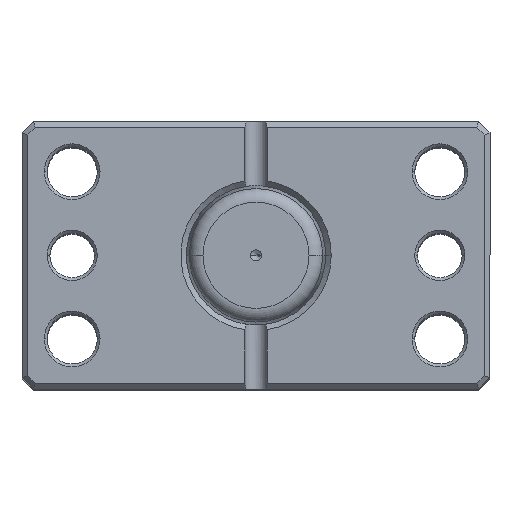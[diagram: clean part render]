
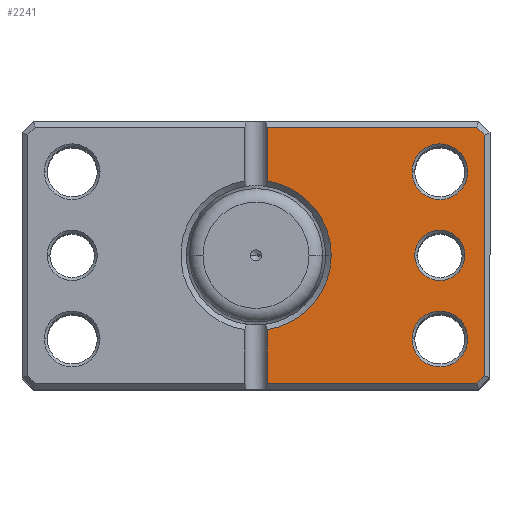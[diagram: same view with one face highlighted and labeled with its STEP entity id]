
A CAD part, top view. The second image highlights one B-rep face of the part: STEP entity #2241.
In plain terms, the highlighted face is planar.
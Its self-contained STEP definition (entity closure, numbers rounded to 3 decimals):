
#6 = VECTOR ( 'NONE', #4379, 1000. ) ;
#72 = LINE ( 'NONE', #597, #254 ) ;
#95 = DIRECTION ( 'NONE',  ( 1., 0., 0. ) ) ;
#121 = VERTEX_POINT ( 'NONE', #1290 ) ;
#126 = EDGE_CURVE ( 'NONE', #5001, #917, #3240, .T. ) ;
#211 = AXIS2_PLACEMENT_3D ( 'NONE', #7022, #2339, #2393 ) ;
#254 = VECTOR ( 'NONE', #4386, 1000. ) ;
#286 = CARTESIAN_POINT ( 'NONE',  ( -39.586, -23., 0. ) ) ;
#344 = EDGE_CURVE ( 'NONE', #4750, #2112, #6077, .T. ) ;
#375 = CARTESIAN_POINT ( 'NONE',  ( -33., -15., 0. ) ) ;
#376 = ORIENTED_EDGE ( 'NONE', *, *, #1341, .T. ) ;
#581 = CARTESIAN_POINT ( 'NONE',  ( -41., 0., 0. ) ) ;
#597 = CARTESIAN_POINT ( 'NONE',  ( 0., 23., 0. ) ) ;
#638 = AXIS2_PLACEMENT_3D ( 'NONE', #375, #4183, #936 ) ;
#647 = CARTESIAN_POINT ( 'NONE',  ( -2., -23., 0. ) ) ;
#730 = DIRECTION ( 'NONE',  ( 0., 0., 1. ) ) ;
#749 = VECTOR ( 'NONE', #2756, 1000. ) ;
#830 = EDGE_LOOP ( 'NONE', ( #4714, #889 ) ) ;
#831 = CARTESIAN_POINT ( 'NONE',  ( -2., 23., 0. ) ) ;
#889 = ORIENTED_EDGE ( 'NONE', *, *, #126, .T. ) ;
#917 = VERTEX_POINT ( 'NONE', #1559 ) ;
#922 = CIRCLE ( 'NONE', #6199, 5. ) ;
#936 = DIRECTION ( 'NONE',  ( 1., 0., 0. ) ) ;
#945 = EDGE_CURVE ( 'NONE', #121, #2365, #5283, .T. ) ;
#971 = ORIENTED_EDGE ( 'NONE', *, *, #3774, .T. ) ;
#1160 = EDGE_LOOP ( 'NONE', ( #4970, #6001 ) ) ;
#1289 = LINE ( 'NONE', #5090, #2551 ) ;
#1290 = CARTESIAN_POINT ( 'NONE',  ( -38., 15., 0. ) ) ;
#1341 = EDGE_CURVE ( 'NONE', #4245, #4288, #4328, .T. ) ;
#1553 = CIRCLE ( 'NONE', #2160, 13.5 ) ;
#1559 = CARTESIAN_POINT ( 'NONE',  ( -37.5, 0., 0. ) ) ;
#1617 = CARTESIAN_POINT ( 'NONE',  ( 0., 0., 0. ) ) ;
#1791 = LINE ( 'NONE', #6759, #5626 ) ;
#1822 = CARTESIAN_POINT ( 'NONE',  ( -33., -15., 0. ) ) ;
#1932 = VERTEX_POINT ( 'NONE', #6687 ) ;
#1950 = DIRECTION ( 'NONE',  ( 0., 0., 1. ) ) ;
#1989 = CIRCLE ( 'NONE', #6056, 4.5 ) ;
#2004 = ORIENTED_EDGE ( 'NONE', *, *, #2554, .T. ) ;
#2027 = LINE ( 'NONE', #6030, #749 ) ;
#2038 = EDGE_CURVE ( 'NONE', #5155, #2098, #1791, .T. ) ;
#2044 = FACE_BOUND ( 'NONE', #1160, .T. ) ;
#2062 = AXIS2_PLACEMENT_3D ( 'NONE', #6644, #3334, #95 ) ;
#2081 = EDGE_CURVE ( 'NONE', #4222, #4750, #1289, .T. ) ;
#2098 = VERTEX_POINT ( 'NONE', #5746 ) ;
#2112 = VERTEX_POINT ( 'NONE', #2392 ) ;
#2160 = AXIS2_PLACEMENT_3D ( 'NONE', #1617, #5423, #2165 ) ;
#2165 = DIRECTION ( 'NONE',  ( 1., 0., 0. ) ) ;
#2241 = ADVANCED_FACE ( 'NONE', ( #5869, #4188, #2044, #4018 ), #2735, .F. ) ;
#2321 = CIRCLE ( 'NONE', #638, 5. ) ;
#2339 = DIRECTION ( 'NONE',  ( 0., 0., 1. ) ) ;
#2359 = DIRECTION ( 'NONE',  ( 1., 0., 0. ) ) ;
#2365 = VERTEX_POINT ( 'NONE', #5089 ) ;
#2392 = CARTESIAN_POINT ( 'NONE',  ( -13.5, 0., 0. ) ) ;
#2393 = DIRECTION ( 'NONE',  ( 1., 0., 0. ) ) ;
#2399 = DIRECTION ( 'NONE',  ( 1., 0., 0. ) ) ;
#2479 = DIRECTION ( 'NONE',  ( 0., 0., 1. ) ) ;
#2523 = CARTESIAN_POINT ( 'NONE',  ( -2., 13.351, 0. ) ) ;
#2533 = EDGE_LOOP ( 'NONE', ( #5582, #5667, #6532, #6183, #971, #376, #3675, #2923, #4958 ) ) ;
#2551 = VECTOR ( 'NONE', #5215, 1000. ) ;
#2554 = EDGE_CURVE ( 'NONE', #1932, #6748, #2321, .T. ) ;
#2652 = VECTOR ( 'NONE', #6048, 1000. ) ;
#2735 = PLANE ( 'NONE',  #2062 ) ;
#2756 = DIRECTION ( 'NONE',  ( 0., -1., 0. ) ) ;
#2923 = ORIENTED_EDGE ( 'NONE', *, *, #2038, .T. ) ;
#3035 = VECTOR ( 'NONE', #3646, 1000. ) ;
#3240 = CIRCLE ( 'NONE', #211, 4.5 ) ;
#3270 = CIRCLE ( 'NONE', #6246, 5. ) ;
#3303 = CARTESIAN_POINT ( 'NONE',  ( 0., -23., 0. ) ) ;
#3334 = DIRECTION ( 'NONE',  ( 0., 0., 1. ) ) ;
#3614 = CARTESIAN_POINT ( 'NONE',  ( -31.293, -31.293, 0. ) ) ;
#3638 = CARTESIAN_POINT ( 'NONE',  ( -33., 15., 0. ) ) ;
#3646 = DIRECTION ( 'NONE',  ( -0.707, 0.707, 0. ) ) ;
#3675 = ORIENTED_EDGE ( 'NONE', *, *, #5585, .T. ) ;
#3745 = EDGE_CURVE ( 'NONE', #2112, #6742, #1553, .T. ) ;
#3774 = EDGE_CURVE ( 'NONE', #5680, #4245, #6846, .T. ) ;
#3861 = ORIENTED_EDGE ( 'NONE', *, *, #6150, .T. ) ;
#3911 = EDGE_CURVE ( 'NONE', #917, #5001, #1989, .T. ) ;
#3974 = CARTESIAN_POINT ( 'NONE',  ( -33., 0., 0. ) ) ;
#4018 = FACE_OUTER_BOUND ( 'NONE', #2533, .T. ) ;
#4033 = DIRECTION ( 'NONE',  ( 1., 0., 0. ) ) ;
#4183 = DIRECTION ( 'NONE',  ( 0., 0., 1. ) ) ;
#4188 = FACE_BOUND ( 'NONE', #4883, .T. ) ;
#4213 = AXIS2_PLACEMENT_3D ( 'NONE', #5050, #4387, #4033 ) ;
#4222 = VERTEX_POINT ( 'NONE', #831 ) ;
#4245 = VERTEX_POINT ( 'NONE', #286 ) ;
#4288 = VERTEX_POINT ( 'NONE', #5256 ) ;
#4328 = LINE ( 'NONE', #3614, #3035 ) ;
#4379 = DIRECTION ( 'NONE',  ( 0., 1., 0. ) ) ;
#4386 = DIRECTION ( 'NONE',  ( 1., 0., 0. ) ) ;
#4387 = DIRECTION ( 'NONE',  ( 0., 0., 1. ) ) ;
#4438 = EDGE_CURVE ( 'NONE', #2098, #4222, #72, .T. ) ;
#4524 = DIRECTION ( 'NONE',  ( 1., 0., 0. ) ) ;
#4557 = CARTESIAN_POINT ( 'NONE',  ( -41., 21.586, 0. ) ) ;
#4677 = AXIS2_PLACEMENT_3D ( 'NONE', #3638, #2479, #2399 ) ;
#4714 = ORIENTED_EDGE ( 'NONE', *, *, #3911, .T. ) ;
#4750 = VERTEX_POINT ( 'NONE', #2523 ) ;
#4883 = EDGE_LOOP ( 'NONE', ( #3861, #2004 ) ) ;
#4934 = CARTESIAN_POINT ( 'NONE',  ( -28.5, 0., 0. ) ) ;
#4958 = ORIENTED_EDGE ( 'NONE', *, *, #4438, .T. ) ;
#4970 = ORIENTED_EDGE ( 'NONE', *, *, #945, .T. ) ;
#5001 = VERTEX_POINT ( 'NONE', #4934 ) ;
#5050 = CARTESIAN_POINT ( 'NONE',  ( 0., 0., 0. ) ) ;
#5089 = CARTESIAN_POINT ( 'NONE',  ( -28., 15., 0. ) ) ;
#5090 = CARTESIAN_POINT ( 'NONE',  ( -2., 24., 0. ) ) ;
#5155 = VERTEX_POINT ( 'NONE', #4557 ) ;
#5205 = CARTESIAN_POINT ( 'NONE',  ( -33., 15., 0. ) ) ;
#5215 = DIRECTION ( 'NONE',  ( 0., -1., 0. ) ) ;
#5256 = CARTESIAN_POINT ( 'NONE',  ( -41., -21.586, 0. ) ) ;
#5283 = CIRCLE ( 'NONE', #4677, 5. ) ;
#5329 = EDGE_CURVE ( 'NONE', #2365, #121, #3270, .T. ) ;
#5423 = DIRECTION ( 'NONE',  ( 0., 0., 1. ) ) ;
#5582 = ORIENTED_EDGE ( 'NONE', *, *, #2081, .T. ) ;
#5585 = EDGE_CURVE ( 'NONE', #4288, #5155, #5632, .T. ) ;
#5626 = VECTOR ( 'NONE', #6960, 1000. ) ;
#5632 = LINE ( 'NONE', #581, #6 ) ;
#5636 = DIRECTION ( 'NONE',  ( 0., 0., 1. ) ) ;
#5667 = ORIENTED_EDGE ( 'NONE', *, *, #344, .T. ) ;
#5680 = VERTEX_POINT ( 'NONE', #647 ) ;
#5746 = CARTESIAN_POINT ( 'NONE',  ( -39.586, 23., 0. ) ) ;
#5752 = DIRECTION ( 'NONE',  ( 1., 0., 0. ) ) ;
#5869 = FACE_BOUND ( 'NONE', #830, .T. ) ;
#6001 = ORIENTED_EDGE ( 'NONE', *, *, #5329, .T. ) ;
#6030 = CARTESIAN_POINT ( 'NONE',  ( -2., 24., 0. ) ) ;
#6048 = DIRECTION ( 'NONE',  ( -1., 0., 0. ) ) ;
#6056 = AXIS2_PLACEMENT_3D ( 'NONE', #3974, #730, #4524 ) ;
#6077 = CIRCLE ( 'NONE', #4213, 13.5 ) ;
#6127 = CARTESIAN_POINT ( 'NONE',  ( -2., -13.351, 0. ) ) ;
#6150 = EDGE_CURVE ( 'NONE', #6748, #1932, #922, .T. ) ;
#6183 = ORIENTED_EDGE ( 'NONE', *, *, #6641, .T. ) ;
#6199 = AXIS2_PLACEMENT_3D ( 'NONE', #1822, #5636, #2359 ) ;
#6246 = AXIS2_PLACEMENT_3D ( 'NONE', #5205, #1950, #5752 ) ;
#6532 = ORIENTED_EDGE ( 'NONE', *, *, #3745, .T. ) ;
#6641 = EDGE_CURVE ( 'NONE', #6742, #5680, #2027, .T. ) ;
#6644 = CARTESIAN_POINT ( 'NONE',  ( 0., 0., 0. ) ) ;
#6680 = CARTESIAN_POINT ( 'NONE',  ( -38., -15., 0. ) ) ;
#6687 = CARTESIAN_POINT ( 'NONE',  ( -28., -15., 0. ) ) ;
#6742 = VERTEX_POINT ( 'NONE', #6127 ) ;
#6748 = VERTEX_POINT ( 'NONE', #6680 ) ;
#6759 = CARTESIAN_POINT ( 'NONE',  ( -31.293, 31.293, 0. ) ) ;
#6846 = LINE ( 'NONE', #3303, #2652 ) ;
#6960 = DIRECTION ( 'NONE',  ( 0.707, 0.707, 0. ) ) ;
#7022 = CARTESIAN_POINT ( 'NONE',  ( -33., 0., 0. ) ) ;
